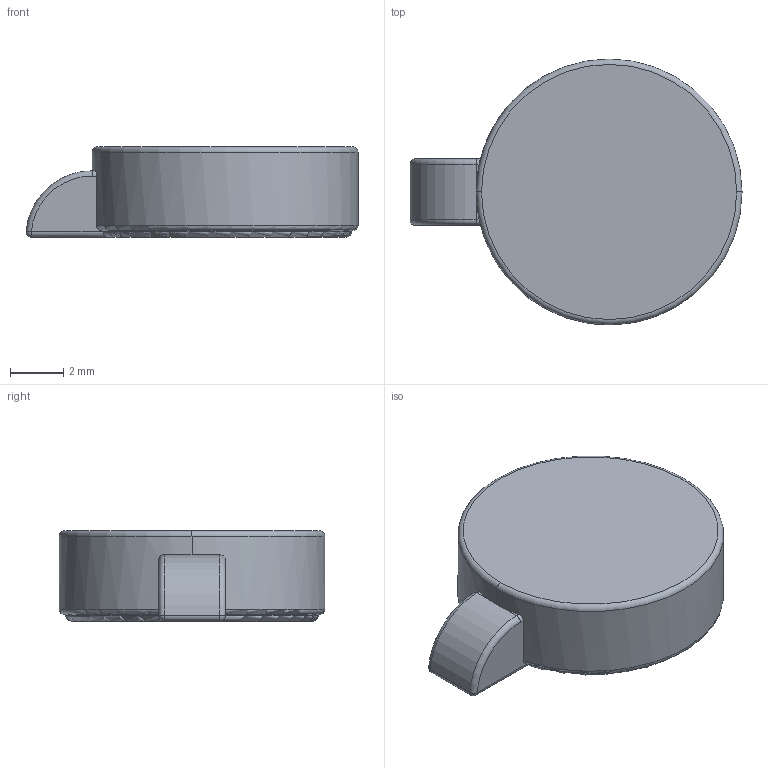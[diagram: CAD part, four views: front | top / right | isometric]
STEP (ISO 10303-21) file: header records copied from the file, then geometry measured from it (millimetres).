
FILE_DESCRIPTION (( 'STEP AP214' ), '1' );
FILE_NAME ('PRECISION-MICRODRIVES-310-113.STEP', '2017-02-21T17:08:44', ( '' ), ( '' ), 'SwSTEP 2.0', 'SolidWorks 2014', '' );
FILE_SCHEMA (( 'AUTOMOTIVE_DESIGN' ));
Length unit declared in the file: millimetre
Products named in the file (1): PRECISION-MICRODRIVES-310-113
Bounding box: 12.49 x 10 x 3.4 mm (x, y, z)
Volume: 277 mm3; surface area: 275.3 mm2
Topology: 1 solids, 1 shells, 25 faces, 57 edges, 32 vertices
Faces by surface type: cylinder 9, torus 7, plane 7, sphere 2
Entity records: 903 total; most frequent: CARTESIAN_POINT 143, DIRECTION 130, ORIENTED_EDGE 110, AXIS2_PLACEMENT_3D 55, EDGE_CURVE 55, VERTEX_POINT 32, CIRCLE 29, EDGE_LOOP 25
